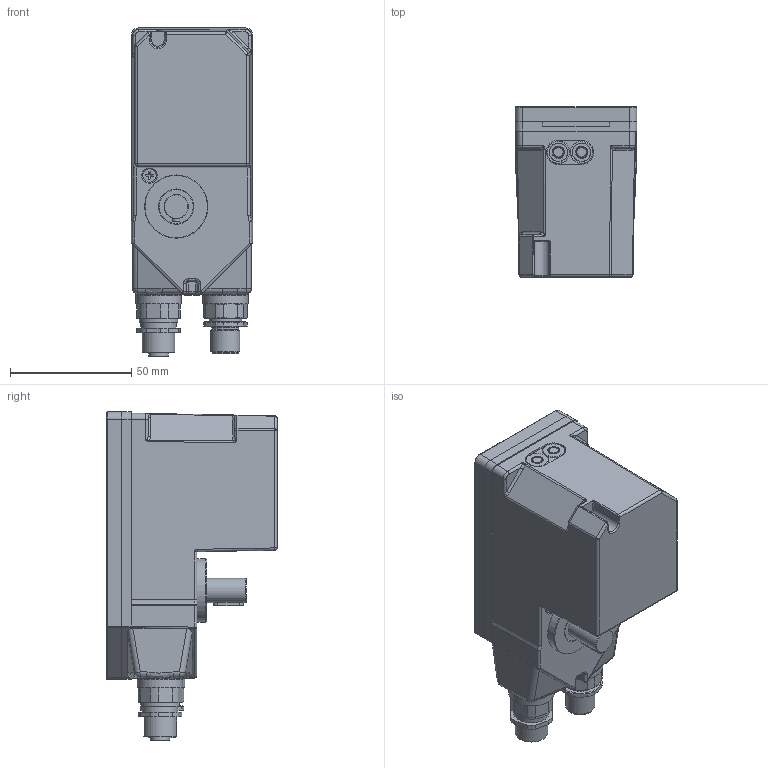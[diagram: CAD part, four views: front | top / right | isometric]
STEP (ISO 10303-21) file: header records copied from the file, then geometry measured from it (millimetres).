
FILE_DESCRIPTION((''),'2;1');
FILE_NAME('PSE441.stp','2013-05-02T15:36:25',('mfurthmann'),(''),'Autodesk Inventor 2013','Autodesk Inventor 2013','');
FILE_SCHEMA(('AUTOMOTIVE_DESIGN { 1 0 10303 214 1 1 1 1 }'));
Length unit declared in the file: millimetre
Products named in the file (12): 7300.010723MA; 1000.013523M; 1000.013553M; 1200.007834M; DIN 6885 A A 3 x 3 x 12; 1220.001384M; 1290.003514M; DIN EN ISO 7046-2 Z M3x12 - 8.8 - Z1; DIN EN ISO 7046-2 Z M3x6 - 8.8 - Z1; ENG-001843; 3030.005489M; 3030.005509M
Assembly tree (16 placements, depth 2):
  7300.010723MA
    1000.013523M
    1000.013553M
    1200.007834M
    DIN 6885 A A 3 x 3 x 12
    1220.001384M  x2
    1290.003514M  x2
    DIN EN ISO 7046-2 Z M3x12 - 8.8 - Z1  x3
    DIN EN ISO 7046-2 Z M3x6 - 8.8 - Z1
    ENG-001843  x2
    3030.005489M
    3030.005509M
Bounding box: 50 x 70 x 135 mm (x, y, z)
Volume: 87805.9 mm3; surface area: 71145.4 mm2
Topology: 17 solids, 17 shells, 1109 faces, 2571 edges, 1624 vertices
Faces by surface type: plane 628, cylinder 299, cone 90, bspline 39, torus 34, sphere 19
Full cylindrical faces by diameter (mm): 0.75 x4, 1 x9, 1.2 x4, 1.47 x1, 2 x2, 2.2 x1, 2.4 x3, 2.5 x1, 3 x8, 3.2 x7, 4 x2, 4.5 x2, 4.9 x2, 5 x3, 5.5 x4, 6 x2, 6.5 x6, 7 x1, 7.45 x2, 7.5 x4, 9 x1, 9.4 x2, 10 x2, 11 x3, 12 x2, 12.5 x1, 13 x2, 13.5 x3, 14 x1, 14.376 x2
Entity records: 33603 total; most frequent: CARTESIAN_POINT 10648, DIRECTION 4859, ORIENTED_EDGE 4334, EDGE_CURVE 2167, AXIS2_PLACEMENT_3D 1788, VERTEX_POINT 1460, EDGE_LOOP 1295, VECTOR 1283
